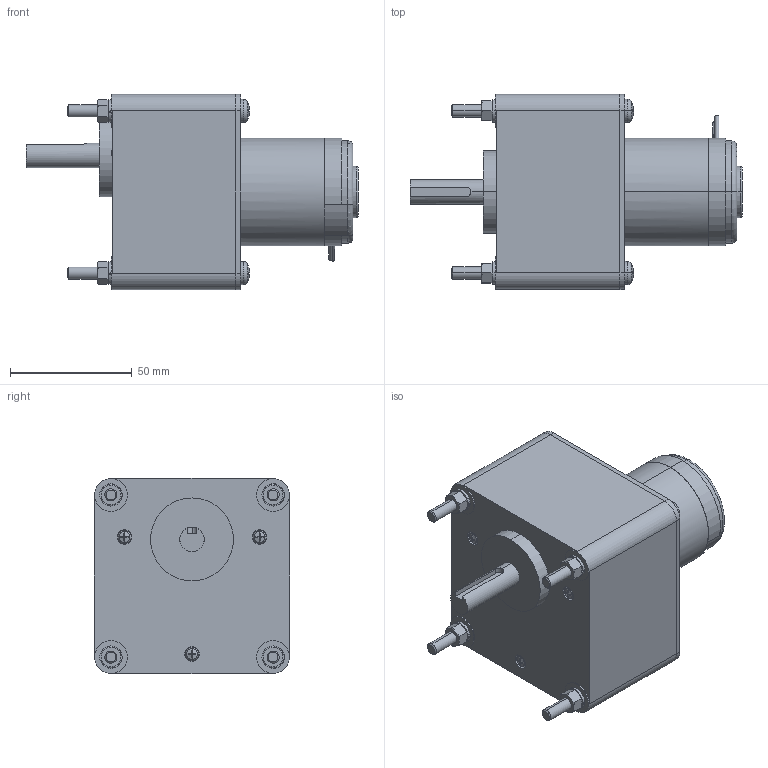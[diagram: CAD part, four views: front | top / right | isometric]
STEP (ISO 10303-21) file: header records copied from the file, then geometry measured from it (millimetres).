
FILE_DESCRIPTION(('starvars output'),'2;1');
FILE_NAME('44b8hf.stp','09:34:52 2014/09/11',( 'Thomas Industrial Network Germany GmbH'),( 'Thomas Industrial Network Germany GmbH'),'unknown preprocess','ACIS' ,'unknown authorization');
FILE_SCHEMA(('AUTOMOTIVE_DESIGN_CC2 {UNKNOWN IMPLEMENTATION LEVEL}'));
Length unit declared in the file: millimetre
Products named in the file (1): PRODUCT_ID_13
Bounding box: 136.1 x 80 x 80 mm (x, y, z)
Volume: 414344 mm3; surface area: 39420.2 mm2
Topology: 1 solids, 1 shells, 383 faces, 914 edges, 558 vertices
Faces by surface type: plane 168, cone 93, cylinder 84, torus 24, bspline 14
Entity records: 13017 total; most frequent: CARTESIAN_POINT 2719, ORIENTED_EDGE 1828, DIRECTION 1088, EDGE_CURVE 914, VERTEX_POINT 558, EDGE_LOOP 416, FACE_BOUND 416, STYLED_ITEM 384
